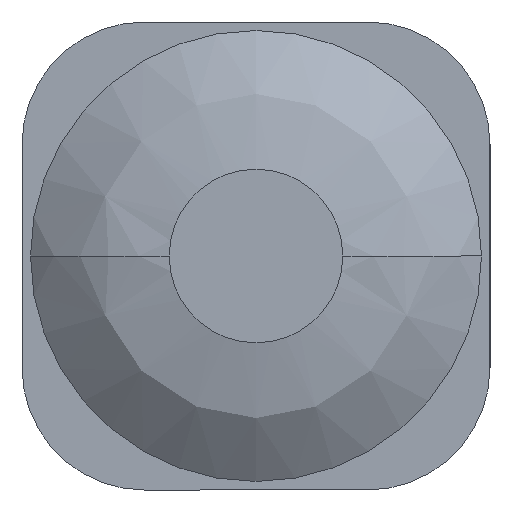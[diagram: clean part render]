
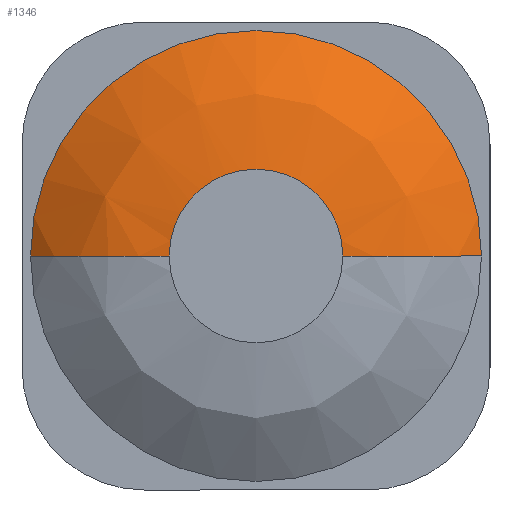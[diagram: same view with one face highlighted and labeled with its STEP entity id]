
A CAD part, left-side view. The second image highlights one B-rep face of the part: STEP entity #1346.
In plain terms, the highlighted free-form (B-spline) face has degree [2, 2] with [3, 9] control points.
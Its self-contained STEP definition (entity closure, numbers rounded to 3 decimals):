
#1273=CARTESIAN_POINT('',(-3.7,-1.161,1.205));
#1274=CARTESIAN_POINT('',(-4.0,-0.867,1.205));
#1275=CARTESIAN_POINT('',(-4.0,-0.447,1.205));
#1276=CARTESIAN_POINT('',(-3.7,-1.161,0.044));
#1277=CARTESIAN_POINT('',(-4.0,-0.867,0.338));
#1278=CARTESIAN_POINT('',(-4.0,-0.447,0.758));
#1279=CARTESIAN_POINT('',(-3.7,0.,0.044));
#1280=CARTESIAN_POINT('',(-4.0,0.,0.338));
#1281=CARTESIAN_POINT('',(-4.0,0.,0.758));
#1282=CARTESIAN_POINT('',(-3.7,1.161,0.044));
#1283=CARTESIAN_POINT('',(-4.0,0.867,0.338));
#1284=CARTESIAN_POINT('',(-4.0,0.447,0.758));
#1285=CARTESIAN_POINT('',(-3.7,1.161,1.205));
#1286=CARTESIAN_POINT('',(-4.0,0.867,1.205));
#1287=CARTESIAN_POINT('',(-4.0,0.447,1.205));
#1288=CARTESIAN_POINT('',(-3.7,1.161,2.366));
#1289=CARTESIAN_POINT('',(-4.0,0.867,2.072));
#1290=CARTESIAN_POINT('',(-4.0,0.447,1.652));
#1291=CARTESIAN_POINT('',(-3.7,0.,2.366));
#1292=CARTESIAN_POINT('',(-4.0,0.,2.072));
#1293=CARTESIAN_POINT('',(-4.0,0.,1.652));
#1294=CARTESIAN_POINT('',(-3.7,-1.161,2.366));
#1295=CARTESIAN_POINT('',(-4.0,-0.867,2.072));
#1296=CARTESIAN_POINT('',(-4.0,-0.447,1.652));
#1297=CARTESIAN_POINT('',(-3.7,-1.161,1.205));
#1298=CARTESIAN_POINT('',(-4.0,-0.867,1.205));
#1299=CARTESIAN_POINT('',(-4.0,-0.447,1.205));
#1307=(BOUNDED_SURFACE()B_SPLINE_SURFACE(2,2,((#1273,#1276,#1279,#1282,#1285,#1288,#1291,#1294,#1297),(#1274,#1277,#1280,#1283,#1286,#1289,#1292,#1295,#1298),(#1275,#1278,#1281,#1284,#1287,#1290,#1293,#1296,#1299)),.UNSPECIFIED.,.F.,.T.,.U.)B_SPLINE_SURFACE_WITH_KNOTS((3,3),(3,2,2,2,3),(0.775,1.571),(0.0,1.571,3.142,4.712,6.283),.UNSPECIFIED.)GEOMETRIC_REPRESENTATION_ITEM()RATIONAL_B_SPLINE_SURFACE(((1.0,0.707,1.0,0.707,1.0,0.707,1.0,0.707,1.0),(0.922,0.652,0.922,0.652,0.922,0.652,0.922,0.652,0.922),(1.0,0.707,1.0,0.707,1.0,0.707,1.0,0.707,1.0)))REPRESENTATION_ITEM('')SURFACE());
#1308=CARTESIAN_POINT('',(-4.0,0.447,1.205));
#1309=VERTEX_POINT('',#1308);
#1310=CARTESIAN_POINT('',(-3.7,1.161,1.205));
#1311=VERTEX_POINT('',#1310);
#1312=CARTESIAN_POINT('',(-3.0,0.447,1.205));
#1313=DIRECTION('',(0.0,0.0,-1.0));
#1314=DIRECTION('',(0.0,1.0,0.0));
#1315=AXIS2_PLACEMENT_3D('',#1312,#1313,#1314);
#1316=CIRCLE('',#1315,1.0);
#1317=EDGE_CURVE('',#1309,#1311,#1316,.T.);
#1318=ORIENTED_EDGE('',*,*,#1317,.F.);
#1319=CARTESIAN_POINT('',(-4.0,-0.447,1.205));
#1320=VERTEX_POINT('',#1319);
#1321=CARTESIAN_POINT('',(-4.0,0.,1.205));
#1322=DIRECTION('',(1.0,0.0,0.0));
#1323=DIRECTION('',(0.0,1.0,0.0));
#1324=AXIS2_PLACEMENT_3D('',#1321,#1322,#1323);
#1325=CIRCLE('',#1324,0.447);
#1326=EDGE_CURVE('',#1309,#1320,#1325,.T.);
#1327=ORIENTED_EDGE('',*,*,#1326,.T.);
#1328=CARTESIAN_POINT('',(-3.7,-1.161,1.205));
#1329=VERTEX_POINT('',#1328);
#1330=CARTESIAN_POINT('',(-3.0,-0.447,1.205));
#1331=DIRECTION('',(0.0,0.0,1.0));
#1332=DIRECTION('',(0.0,-1.0,0.0));
#1333=AXIS2_PLACEMENT_3D('',#1330,#1331,#1332);
#1334=CIRCLE('',#1333,1.0);
#1335=EDGE_CURVE('',#1320,#1329,#1334,.T.);
#1336=ORIENTED_EDGE('',*,*,#1335,.T.);
#1337=CARTESIAN_POINT('',(-3.7,0.,1.205));
#1338=DIRECTION('',(1.0,0.0,0.0));
#1339=DIRECTION('',(0.0,1.0,0.0));
#1340=AXIS2_PLACEMENT_3D('',#1337,#1338,#1339);
#1341=CIRCLE('',#1340,1.161);
#1342=EDGE_CURVE('',#1311,#1329,#1341,.T.);
#1343=ORIENTED_EDGE('',*,*,#1342,.F.);
#1344=EDGE_LOOP('',(#1318,#1327,#1336,#1343));
#1345=FACE_OUTER_BOUND('',#1344,.T.);
#1346=ADVANCED_FACE('',(#1345),#1307,.T.);
